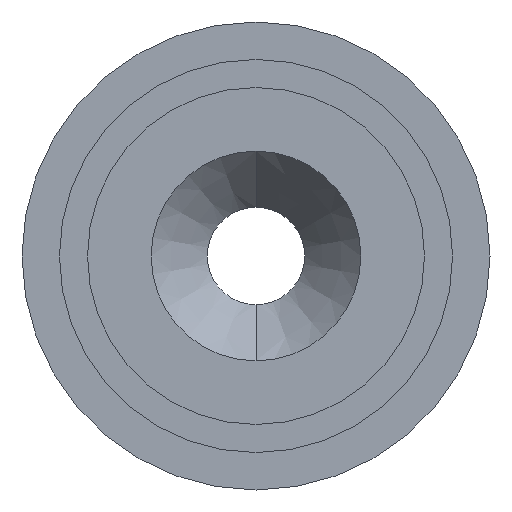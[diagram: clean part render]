
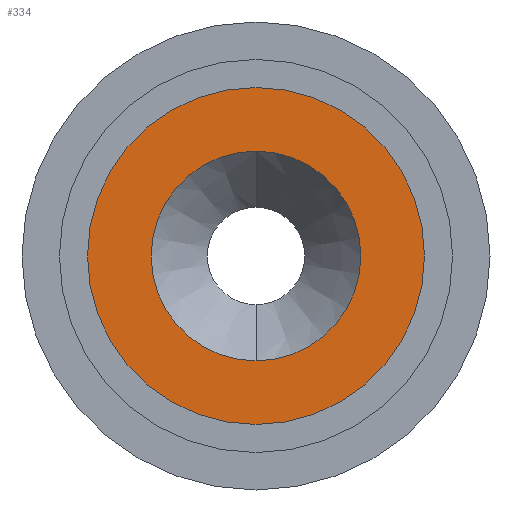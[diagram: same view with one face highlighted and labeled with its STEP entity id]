
A CAD part, front view. The second image highlights one B-rep face of the part: STEP entity #334.
In plain terms, the highlighted planar face has unit normal (0, -1, 0).
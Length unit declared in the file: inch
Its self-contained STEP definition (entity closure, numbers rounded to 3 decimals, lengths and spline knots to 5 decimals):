
#19 = DIRECTION ( 'NONE',  ( 0., 0., -1. ) ) ;
#22 = DIRECTION ( 'NONE',  ( 0., 0., -1. ) ) ;
#23 = CARTESIAN_POINT ( 'NONE',  ( 0., 0., 0. ) ) ;
#24 = DIRECTION ( 'NONE',  ( 0., -1., 0. ) ) ;
#25 = CARTESIAN_POINT ( 'NONE',  ( 0., 0., 0. ) ) ;
#27 = DIRECTION ( 'NONE',  ( 0., -1., 0. ) ) ;
#31 = DIRECTION ( 'NONE',  ( 0., 0., -1. ) ) ;
#33 = DIRECTION ( 'NONE',  ( 0., -1., 0. ) ) ;
#41 = CARTESIAN_POINT ( 'NONE',  ( 0., 0., 0. ) ) ;
#45 = CARTESIAN_POINT ( 'NONE',  ( 0., 0., 0. ) ) ;
#47 = DIRECTION ( 'NONE',  ( 0., -1., 0. ) ) ;
#48 = DIRECTION ( 'NONE',  ( 0., 0., -1. ) ) ;
#168 = DIRECTION ( 'NONE',  ( 0., 0., -1. ) ) ;
#169 = DIRECTION ( 'NONE',  ( 0., -1., 0. ) ) ;
#194 = PLANE ( 'NONE',  #981 ) ;
#195 = CARTESIAN_POINT ( 'NONE',  ( 0., 0., 0. ) ) ;
#322 = EDGE_CURVE ( 'NONE', #796, #797, #388, .T. ) ;
#325 = EDGE_CURVE ( 'NONE', #795, #794, #389, .T. ) ;
#328 = EDGE_CURVE ( 'NONE', #794, #795, #391, .T. ) ;
#329 = EDGE_CURVE ( 'NONE', #797, #796, #392, .T. ) ;
#334 = ADVANCED_FACE ( 'NONE', ( #971, #978 ), #194, .T. ) ;
#388 = CIRCLE ( 'NONE', #945, 0.225 ) ;
#389 = CIRCLE ( 'NONE', #956, 0.14 ) ;
#391 = CIRCLE ( 'NONE', #954, 0.14 ) ;
#392 = CIRCLE ( 'NONE', #949, 0.225 ) ;
#649 = CARTESIAN_POINT ( 'NONE',  ( 0., 0., -0.14 ) ) ;
#650 = CARTESIAN_POINT ( 'NONE',  ( 0., 0., 0.14 ) ) ;
#651 = CARTESIAN_POINT ( 'NONE',  ( 0., 0., -0.225 ) ) ;
#652 = CARTESIAN_POINT ( 'NONE',  ( 0., 0., 0.225 ) ) ;
#786 = EDGE_LOOP ( 'NONE', ( #833, #832 ) ) ;
#787 = EDGE_LOOP ( 'NONE', ( #830, #831 ) ) ;
#794 = VERTEX_POINT ( 'NONE', #649 ) ;
#795 = VERTEX_POINT ( 'NONE', #650 ) ;
#796 = VERTEX_POINT ( 'NONE', #651 ) ;
#797 = VERTEX_POINT ( 'NONE', #652 ) ;
#830 = ORIENTED_EDGE ( 'NONE', *, *, #328, .F. ) ;
#831 = ORIENTED_EDGE ( 'NONE', *, *, #325, .F. ) ;
#832 = ORIENTED_EDGE ( 'NONE', *, *, #329, .T. ) ;
#833 = ORIENTED_EDGE ( 'NONE', *, *, #322, .T. ) ;
#945 = AXIS2_PLACEMENT_3D ( 'NONE', #45, #47, #48 ) ;
#949 = AXIS2_PLACEMENT_3D ( 'NONE', #23, #27, #19 ) ;
#954 = AXIS2_PLACEMENT_3D ( 'NONE', #25, #24, #22 ) ;
#956 = AXIS2_PLACEMENT_3D ( 'NONE', #41, #33, #31 ) ;
#971 = FACE_OUTER_BOUND ( 'NONE', #786, .T. ) ;
#978 = FACE_BOUND ( 'NONE', #787, .T. ) ;
#981 = AXIS2_PLACEMENT_3D ( 'NONE', #195, #169, #168 ) ;
